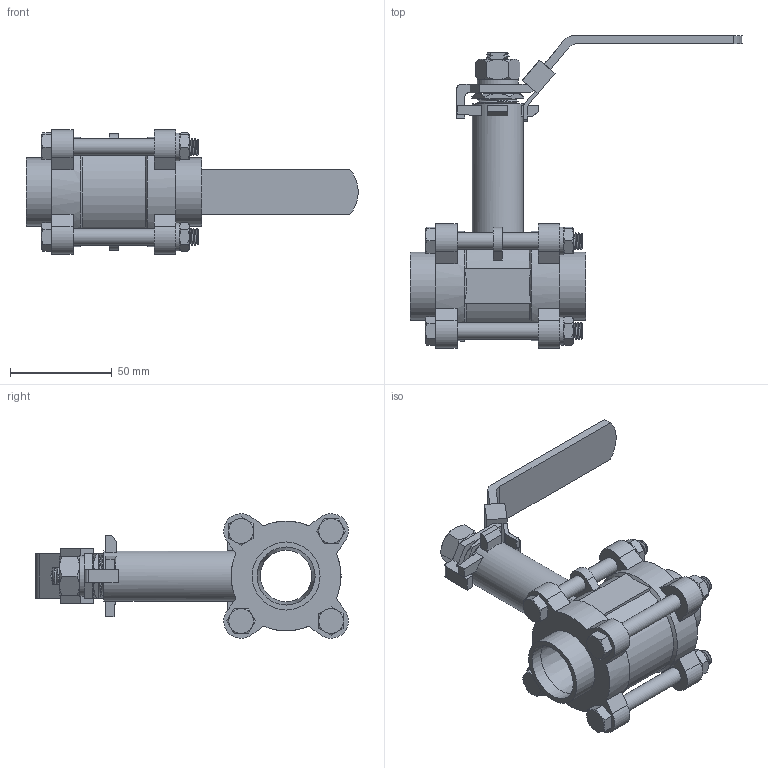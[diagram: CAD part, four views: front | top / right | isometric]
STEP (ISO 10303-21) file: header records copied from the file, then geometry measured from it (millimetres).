
FILE_DESCRIPTION(/* description */ ('Unknown'),/* implementation_level */ '2;1');
FILE_NAME(/* name */ 'R641-S-P-DN25',/* time_stamp */ '2021-08-12T16:41:23+08:00',/* author */ ('Unknown'),/* organization */ ('Unknown'),/* preprocessor_version */ 'ST-DEVELOPER v16.7',/* originating_system */ 'DEX',/* authorisation */ $);
FILE_SCHEMA (('AUTOMOTIVE_DESIGN {1 0 10303 214 3 1 1}'));
Length unit declared in the file: millimetre
Products named in the file (1): R641-S-P-DN25
Bounding box: 163.05 x 153.59 x 61.19 mm (x, y, z)
Volume: 192609.6 mm3; surface area: 58559 mm2
Topology: 1 solids, 5 shells, 523 faces, 1564 edges, 1037 vertices
Faces by surface type: plane 235, cylinder 116, cone 103, bspline 69
Full cylindrical faces by diameter (mm): 2 x1, 7.937 x23, 8 x1, 8.5 x10, 11.8 x1, 12.5 x1, 25 x1, 25.4 x1, 28.5 x2, 33.4 x2, 54 x2
Entity records: 34888 total; most frequent: CARTESIAN_POINT 22615, ORIENTED_EDGE 2962, DIRECTION 2017, EDGE_CURVE 1481, VERTEX_POINT 1010, AXIS2_PLACEMENT_3D 757, FACE_BOUND 607, EDGE_LOOP 606
